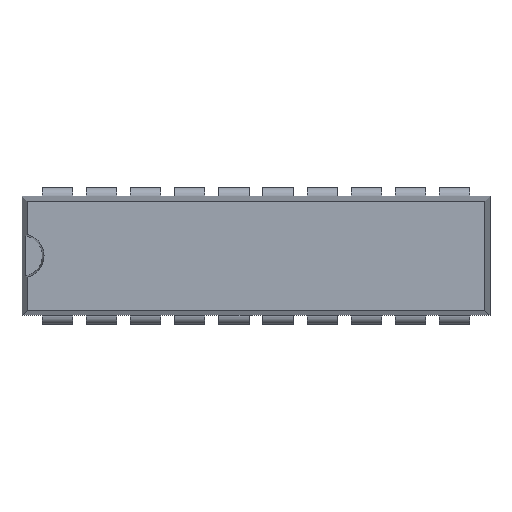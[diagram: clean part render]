
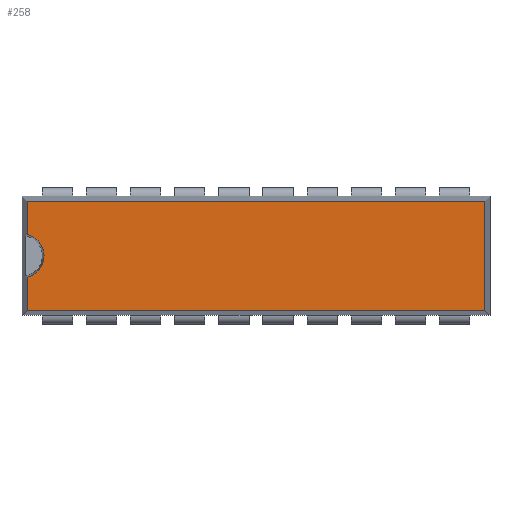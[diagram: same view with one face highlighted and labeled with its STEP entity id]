
A CAD part, top view. The second image highlights one B-rep face of the part: STEP entity #258.
In plain terms, the highlighted planar face has unit normal (0, 0, 1).
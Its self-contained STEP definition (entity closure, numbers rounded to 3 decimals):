
#258=ADVANCED_FACE('',(#4564),#4566,.T.);
#4564=FACE_BOUND('',#4565,.T.);
#4565=EDGE_LOOP('',(#7756,#7757,#7758,#7759,#7760,#7761));
#4566=PLANE('',#4567);
#4567=AXIS2_PLACEMENT_3D('',#4568,#4569,#4570);
#4568=CARTESIAN_POINT('',(0.,0.,5.33));
#4569=DIRECTION('',(0.,0.,1.));
#4570=DIRECTION('',(1.,0.,0.));
#7756=ORIENTED_EDGE('',*,*,#9904,.T.);
#7757=ORIENTED_EDGE('',*,*,#9905,.T.);
#7758=ORIENTED_EDGE('',*,*,#9906,.T.);
#7759=ORIENTED_EDGE('',*,*,#9907,.T.);
#7760=ORIENTED_EDGE('',*,*,#9908,.T.);
#7761=ORIENTED_EDGE('',*,*,#9909,.T.);
#9904=EDGE_CURVE('',#10978,#10979,#10980,.F.);
#9905=EDGE_CURVE('',#10979,#10981,#10982,.T.);
#9906=EDGE_CURVE('',#10981,#10983,#10984,.T.);
#9907=EDGE_CURVE('',#10983,#10985,#10986,.T.);
#9908=EDGE_CURVE('',#10985,#10987,#10988,.T.);
#9909=EDGE_CURVE('',#10987,#10978,#10989,.T.);
#10978=VERTEX_POINT('',#12712);
#10979=VERTEX_POINT('',#12713);
#10980=CIRCLE('',#12714,1.27);
#10981=VERTEX_POINT('',#12718);
#10982=LINE('',#12719,#12720);
#10983=VERTEX_POINT('',#12722);
#10984=LINE('',#12723,#12724);
#10985=VERTEX_POINT('',#12726);
#10986=LINE('',#12727,#12728);
#10987=VERTEX_POINT('',#12730);
#10988=LINE('',#12731,#12732);
#10989=LINE('',#12734,#12735);
#12712=CARTESIAN_POINT('',(-1.741,5.047,5.33));
#12713=CARTESIAN_POINT('',(-1.741,2.573,5.33));
#12714=AXIS2_PLACEMENT_3D('',#12715,#12716,#12717);
#12715=CARTESIAN_POINT('',(-2.03,3.81,5.33));
#12716=DIRECTION('',(0.,0.,1.));
#12717=DIRECTION('',(0.227,-0.974,0.));
#12718=CARTESIAN_POINT('',(-1.741,0.674,5.33));
#12719=CARTESIAN_POINT('',(-1.741,2.573,5.33));
#12720=VECTOR('',#12721,1.);
#12721=DIRECTION('',(0.,-1.,0.));
#12722=CARTESIAN_POINT('',(24.601,0.674,5.33));
#12723=CARTESIAN_POINT('',(-1.741,0.674,5.33));
#12724=VECTOR('',#12725,1.);
#12725=DIRECTION('',(1.,0.,0.));
#12726=CARTESIAN_POINT('',(24.601,6.946,5.33));
#12727=CARTESIAN_POINT('',(24.601,0.674,5.33));
#12728=VECTOR('',#12729,1.);
#12729=DIRECTION('',(0.,1.,0.));
#12730=CARTESIAN_POINT('',(-1.741,6.946,5.33));
#12731=CARTESIAN_POINT('',(24.601,6.946,5.33));
#12732=VECTOR('',#12733,1.);
#12733=DIRECTION('',(-1.,0.,0.));
#12734=CARTESIAN_POINT('',(-1.741,6.946,5.33));
#12735=VECTOR('',#12736,1.);
#12736=DIRECTION('',(0.,-1.,0.));
